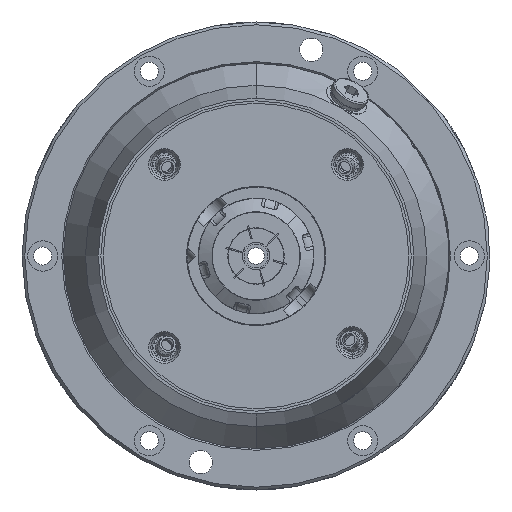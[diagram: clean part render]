
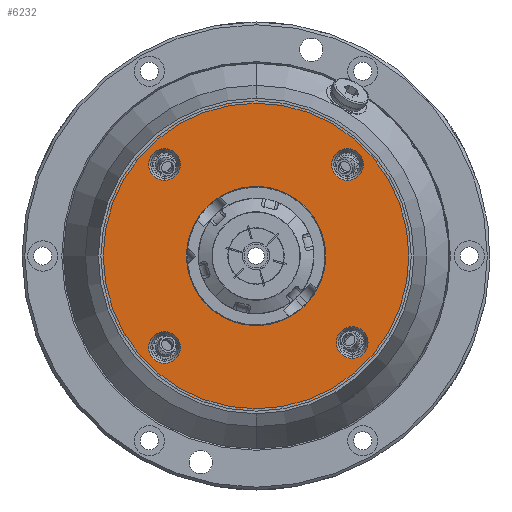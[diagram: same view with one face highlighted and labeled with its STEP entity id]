
A CAD part, left-side view. The second image highlights one B-rep face of the part: STEP entity #6232.
In plain terms, the highlighted planar face has unit normal (-1, 0, 0).
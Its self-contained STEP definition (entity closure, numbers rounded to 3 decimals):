
#5308 = VERTEX_POINT ( 'NONE', #10837 ) ;
#5916 = VERTEX_POINT ( 'NONE', #22217 ) ;
#5953 = VERTEX_POINT ( 'NONE', #22359 ) ;
#5971 = EDGE_CURVE ( 'NONE', #5992, #5916, #22580, .T. ) ;
#5992 = VERTEX_POINT ( 'NONE', #22431 ) ;
#6090 = EDGE_CURVE ( 'NONE', #5308, #6161, #22650, .T. ) ;
#6095 = VERTEX_POINT ( 'NONE', #22601 ) ;
#6107 = VERTEX_POINT ( 'NONE', #22937 ) ;
#6108 = EDGE_CURVE ( 'NONE', #6095, #6107, #23014, .T. ) ;
#6112 = VERTEX_POINT ( 'NONE', #23009 ) ;
#6113 = VERTEX_POINT ( 'NONE', #23017 ) ;
#6122 = VERTEX_POINT ( 'NONE', #22996 ) ;
#6157 = EDGE_CURVE ( 'NONE', #6112, #5953, #22838, .T. ) ;
#6161 = VERTEX_POINT ( 'NONE', #22839 ) ;
#6165 = ORIENTED_EDGE ( 'NONE', *, *, #6209, .F. ) ;
#6166 = ORIENTED_EDGE ( 'NONE', *, *, #6191, .F. ) ;
#6167 = ORIENTED_EDGE ( 'NONE', *, *, #6170, .F. ) ;
#6168 = ORIENTED_EDGE ( 'NONE', *, *, #6272, .F. ) ;
#6169 = EDGE_LOOP ( 'NONE', ( #6167, #6240 ) ) ;
#6170 = EDGE_CURVE ( 'NONE', #5916, #5992, #22955, .T. ) ;
#6191 = EDGE_CURVE ( 'NONE', #6113, #6122, #22807, .T. ) ;
#6205 = EDGE_LOOP ( 'NONE', ( #6168, #6244 ) ) ;
#6207 = EDGE_CURVE ( 'NONE', #5953, #6112, #22919, .T. ) ;
#6209 = EDGE_CURVE ( 'NONE', #6107, #6095, #22916, .T. ) ;
#6232 = ADVANCED_FACE ( 'NONE', ( #22623, #22611, #22610, #19123, #19087, #19011 ), #22609, .F. ) ;
#6233 = EDGE_LOOP ( 'NONE', ( #6165, #6234 ) ) ;
#6234 = ORIENTED_EDGE ( 'NONE', *, *, #6108, .F. ) ;
#6235 = ORIENTED_EDGE ( 'NONE', *, *, #6207, .F. ) ;
#6236 = EDGE_LOOP ( 'NONE', ( #6263, #6166 ) ) ;
#6239 = EDGE_LOOP ( 'NONE', ( #6243, #6246 ) ) ;
#6240 = ORIENTED_EDGE ( 'NONE', *, *, #5971, .F. ) ;
#6241 = VERTEX_POINT ( 'NONE', #22767 ) ;
#6242 = VERTEX_POINT ( 'NONE', #22780 ) ;
#6243 = ORIENTED_EDGE ( 'NONE', *, *, #6245, .T. ) ;
#6244 = ORIENTED_EDGE ( 'NONE', *, *, #6090, .F. ) ;
#6245 = EDGE_CURVE ( 'NONE', #6241, #6242, #19162, .T. ) ;
#6246 = ORIENTED_EDGE ( 'NONE', *, *, #6247, .T. ) ;
#6247 = EDGE_CURVE ( 'NONE', #6242, #6241, #19195, .T. ) ;
#6263 = ORIENTED_EDGE ( 'NONE', *, *, #6382, .F. ) ;
#6272 = EDGE_CURVE ( 'NONE', #6161, #5308, #26604, .T. ) ;
#6382 = EDGE_CURVE ( 'NONE', #6122, #6113, #24778, .T. ) ;
#6386 = EDGE_LOOP ( 'NONE', ( #6235, #6387 ) ) ;
#6387 = ORIENTED_EDGE ( 'NONE', *, *, #6157, .F. ) ;
#10837 = CARTESIAN_POINT ( 'NONE',  ( 5., 0., -25.3 ) ) ;
#19011 = FACE_OUTER_BOUND ( 'NONE', #6239, .T. ) ;
#19029 = CARTESIAN_POINT ( 'NONE',  ( 5., 0., 0. ) ) ;
#19041 = DIRECTION ( 'NONE',  ( -1., 0., 0. ) ) ;
#19061 = DIRECTION ( 'NONE',  ( 0., 0., 1. ) ) ;
#19087 = FACE_BOUND ( 'NONE', #6205, .T. ) ;
#19123 = FACE_BOUND ( 'NONE', #6169, .T. ) ;
#19162 = CIRCLE ( 'NONE', #19215, 56.366 ) ;
#19181 = AXIS2_PLACEMENT_3D ( 'NONE', #19029, #19041, #20506 ) ;
#19195 = CIRCLE ( 'NONE', #19181, 56.366 ) ;
#19205 = DIRECTION ( 'NONE',  ( -1., 0., 0. ) ) ;
#19215 = AXIS2_PLACEMENT_3D ( 'NONE', #19226, #19205, #19061 ) ;
#19226 = CARTESIAN_POINT ( 'NONE',  ( 5., 0., 0. ) ) ;
#20506 = DIRECTION ( 'NONE',  ( 0., 0., 1. ) ) ;
#22217 = CARTESIAN_POINT ( 'NONE',  ( 5., -34.928, -25.699 ) ) ;
#22359 = CARTESIAN_POINT ( 'NONE',  ( 5., 33.234, -27.484 ) ) ;
#22412 = DIRECTION ( 'NONE',  ( 0., 0., 1. ) ) ;
#22413 = DIRECTION ( 'NONE',  ( -1., 0., 0. ) ) ;
#22414 = CARTESIAN_POINT ( 'NONE',  ( 5., -34.928, -31.449 ) ) ;
#22416 = AXIS2_PLACEMENT_3D ( 'NONE', #22414, #22413, #22412 ) ;
#22431 = CARTESIAN_POINT ( 'NONE',  ( 5., -34.928, -37.199 ) ) ;
#22580 = CIRCLE ( 'NONE', #22416, 5.75 ) ;
#22585 = CARTESIAN_POINT ( 'NONE',  ( 5., 0., 0. ) ) ;
#22601 = CARTESIAN_POINT ( 'NONE',  ( 5., -33.234, 27.484 ) ) ;
#22609 = PLANE ( 'NONE',  #22612 ) ;
#22610 = FACE_BOUND ( 'NONE', #6233, .T. ) ;
#22611 = FACE_BOUND ( 'NONE', #6236, .T. ) ;
#22612 = AXIS2_PLACEMENT_3D ( 'NONE', #22645, #22622, #22617 ) ;
#22617 = DIRECTION ( 'NONE',  ( 0., 0., -1. ) ) ;
#22622 = DIRECTION ( 'NONE',  ( 1., 0., 0. ) ) ;
#22623 = FACE_BOUND ( 'NONE', #6386, .T. ) ;
#22645 = CARTESIAN_POINT ( 'NONE',  ( 5., 25.3, 0. ) ) ;
#22646 = DIRECTION ( 'NONE',  ( 0., 0., 1. ) ) ;
#22647 = DIRECTION ( 'NONE',  ( -1., 0., 0. ) ) ;
#22648 = AXIS2_PLACEMENT_3D ( 'NONE', #22585, #22647, #22646 ) ;
#22650 = CIRCLE ( 'NONE', #22648, 25.3 ) ;
#22767 = CARTESIAN_POINT ( 'NONE',  ( 5., 0., 56.366 ) ) ;
#22780 = CARTESIAN_POINT ( 'NONE',  ( 5., 0., -56.366 ) ) ;
#22807 = CIRCLE ( 'NONE', #22936, 5.75 ) ;
#22833 = DIRECTION ( 'NONE',  ( 0., 0., 1. ) ) ;
#22834 = DIRECTION ( 'NONE',  ( -1., 0., 0. ) ) ;
#22838 = CIRCLE ( 'NONE', #22843, 5.75 ) ;
#22839 = CARTESIAN_POINT ( 'NONE',  ( 5., 0., 25.3 ) ) ;
#22843 = AXIS2_PLACEMENT_3D ( 'NONE', #22848, #22834, #22833 ) ;
#22848 = CARTESIAN_POINT ( 'NONE',  ( 5., 33.234, -33.234 ) ) ;
#22891 = DIRECTION ( 'NONE',  ( 0., 0., 1. ) ) ;
#22893 = DIRECTION ( 'NONE',  ( -1., 0., 0. ) ) ;
#22894 = CARTESIAN_POINT ( 'NONE',  ( 5., -33.234, 33.234 ) ) ;
#22910 = AXIS2_PLACEMENT_3D ( 'NONE', #22894, #22893, #22891 ) ;
#22911 = DIRECTION ( 'NONE',  ( 0., 0., 1. ) ) ;
#22912 = DIRECTION ( 'NONE',  ( -1., 0., 0. ) ) ;
#22913 = CARTESIAN_POINT ( 'NONE',  ( 5., 33.234, -33.234 ) ) ;
#22914 = AXIS2_PLACEMENT_3D ( 'NONE', #22913, #22912, #22911 ) ;
#22916 = CIRCLE ( 'NONE', #22910, 5.75 ) ;
#22919 = CIRCLE ( 'NONE', #22914, 5.75 ) ;
#22933 = DIRECTION ( 'NONE',  ( 0., 0., 1. ) ) ;
#22934 = DIRECTION ( 'NONE',  ( -1., 0., 0. ) ) ;
#22935 = CARTESIAN_POINT ( 'NONE',  ( 5., 33.234, 33.234 ) ) ;
#22936 = AXIS2_PLACEMENT_3D ( 'NONE', #22935, #22934, #22933 ) ;
#22937 = CARTESIAN_POINT ( 'NONE',  ( 5., -33.234, 38.984 ) ) ;
#22947 = DIRECTION ( 'NONE',  ( 0., 0., 1. ) ) ;
#22948 = DIRECTION ( 'NONE',  ( -1., 0., 0. ) ) ;
#22949 = AXIS2_PLACEMENT_3D ( 'NONE', #22959, #22948, #22947 ) ;
#22955 = CIRCLE ( 'NONE', #22949, 5.75 ) ;
#22959 = CARTESIAN_POINT ( 'NONE',  ( 5., -34.928, -31.449 ) ) ;
#22976 = CARTESIAN_POINT ( 'NONE',  ( 5., -33.234, 33.234 ) ) ;
#22996 = CARTESIAN_POINT ( 'NONE',  ( 5., 33.234, 38.984 ) ) ;
#23009 = CARTESIAN_POINT ( 'NONE',  ( 5., 33.234, -38.984 ) ) ;
#23010 = DIRECTION ( 'NONE',  ( 0., 0., 1. ) ) ;
#23011 = DIRECTION ( 'NONE',  ( -1., 0., 0. ) ) ;
#23012 = AXIS2_PLACEMENT_3D ( 'NONE', #22976, #23011, #23010 ) ;
#23014 = CIRCLE ( 'NONE', #23012, 5.75 ) ;
#23017 = CARTESIAN_POINT ( 'NONE',  ( 5., 33.234, 27.484 ) ) ;
#24755 = CARTESIAN_POINT ( 'NONE',  ( 5., 33.234, 33.234 ) ) ;
#24766 = DIRECTION ( 'NONE',  ( 0., 0., 1. ) ) ;
#24767 = DIRECTION ( 'NONE',  ( -1., 0., 0. ) ) ;
#24768 = AXIS2_PLACEMENT_3D ( 'NONE', #24755, #24767, #24766 ) ;
#24778 = CIRCLE ( 'NONE', #24768, 5.75 ) ;
#26601 = DIRECTION ( 'NONE',  ( 0., 0., 1. ) ) ;
#26602 = DIRECTION ( 'NONE',  ( -1., 0., 0. ) ) ;
#26603 = AXIS2_PLACEMENT_3D ( 'NONE', #26623, #26602, #26601 ) ;
#26604 = CIRCLE ( 'NONE', #26603, 25.3 ) ;
#26623 = CARTESIAN_POINT ( 'NONE',  ( 5., 0., 0. ) ) ;
